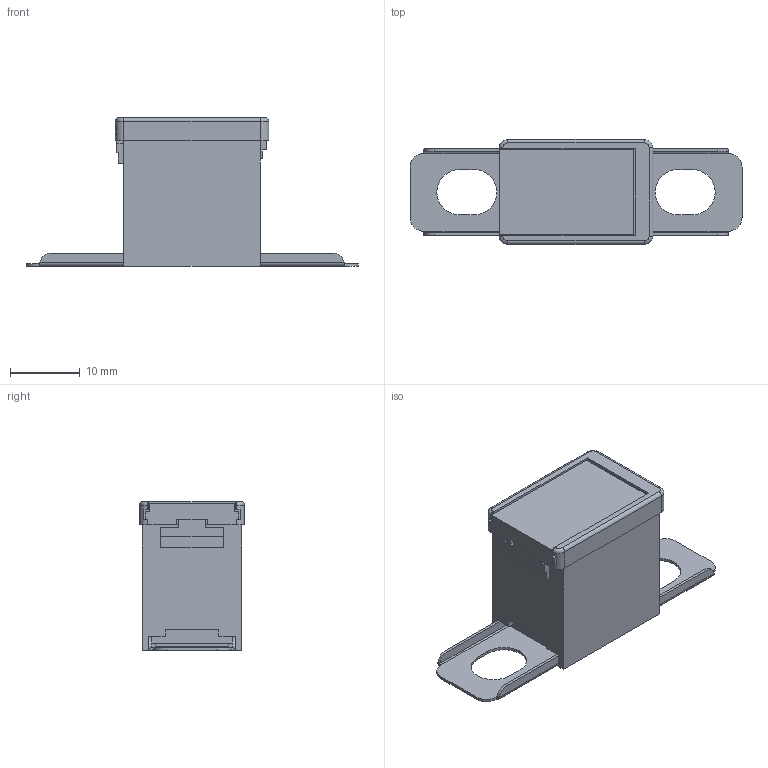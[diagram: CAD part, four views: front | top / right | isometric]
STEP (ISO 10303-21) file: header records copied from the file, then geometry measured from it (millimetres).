
FILE_DESCRIPTION(/* description */ (''),/* implementation_level */ '2;1');
FILE_NAME(/* name */ 'PAL FUSE 32V DC S283B SERIES 0283000.MXJ-B.stp',/* time_stamp */ '2023-01-25T15:48:59-06:00',/* author */ (''),/* organization */ (''),/* preprocessor_version */ 'ST-DEVELOPER v18.1',/* originating_system */ 'SIEMENS PLM Software NX 1957',/* authorisation */ '');
FILE_SCHEMA (('AUTOMOTIVE_DESIGN { 1 0 10303 214 3 1 1 1 }'));
Length unit declared in the file: millimetre
Products named in the file (1): OPLa3C3C225422fh
Bounding box: 47.6 x 15.05 x 21.35 mm (x, y, z)
Volume: 6073.8 mm3; surface area: 3324.4 mm2
Topology: 1 solids, 1 shells, 182 faces, 528 edges, 342 vertices
Faces by surface type: plane 142, cylinder 36, torus 4
Entity records: 6008 total; most frequent: CARTESIAN_POINT 1079, ORIENTED_EDGE 1056, DIRECTION 964, EDGE_CURVE 528, LINE 442, VECTOR 442, VERTEX_POINT 342, AXIS2_PLACEMENT_3D 261
